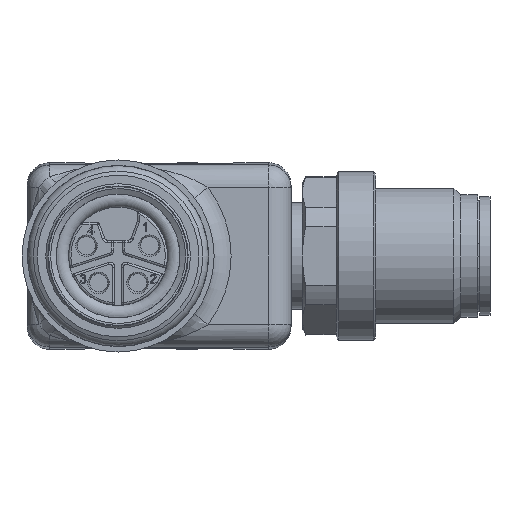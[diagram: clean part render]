
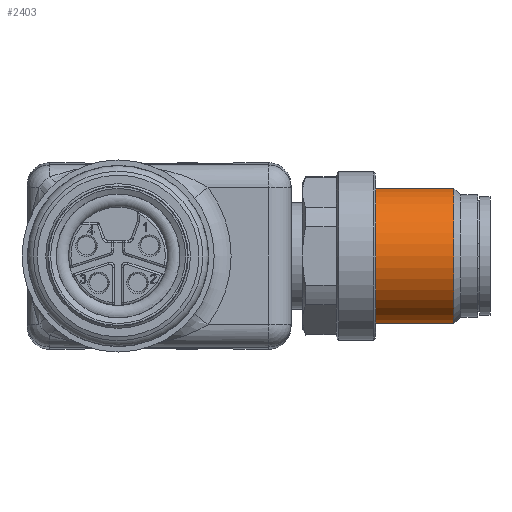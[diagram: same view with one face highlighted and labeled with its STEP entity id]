
A CAD part, front view. The second image highlights one B-rep face of the part: STEP entity #2403.
In plain terms, the highlighted cylindrical face has radius 6 mm (diameter 12 mm), a full revolution.
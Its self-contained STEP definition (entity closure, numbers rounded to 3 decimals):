
#2403=ADVANCED_FACE('',(#2785,#2786),#2631,.T.);
#2631=CYLINDRICAL_SURFACE('',#8665,6.);
#2785=FACE_BOUND('',#3284,.T.);
#2786=FACE_BOUND('',#3285,.T.);
#3284=EDGE_LOOP('',(#5188));
#3285=EDGE_LOOP('',(#5189));
#5188=ORIENTED_EDGE('',*,*,#7290,.F.);
#5189=ORIENTED_EDGE('',*,*,#7289,.T.);
#6249=VERTEX_POINT('',#15737);
#6250=VERTEX_POINT('',#15740);
#7289=EDGE_CURVE('',#6249,#6249,#7886,.T.);
#7290=EDGE_CURVE('',#6250,#6250,#7887,.T.);
#7886=CIRCLE('',#8662,6.);
#7887=CIRCLE('',#8664,6.);
#8662=AXIS2_PLACEMENT_3D('',#15736,#10568,#10569);
#8664=AXIS2_PLACEMENT_3D('',#15739,#10572,#10573);
#8665=AXIS2_PLACEMENT_3D('',#15741,#10574,#10575);
#10568=DIRECTION('',(1.,0.,0.));
#10569=DIRECTION('',(0.,-1.,0.));
#10572=DIRECTION('',(1.,0.,0.));
#10573=DIRECTION('',(0.,-1.,0.));
#10574=DIRECTION('',(1.,0.,0.));
#10575=DIRECTION('',(0.,1.,0.));
#15736=CARTESIAN_POINT('',(22.8,21.789,0.));
#15737=CARTESIAN_POINT('',(22.8,15.789,0.));
#15739=CARTESIAN_POINT('',(29.7,21.789,0.));
#15740=CARTESIAN_POINT('',(29.7,15.789,0.));
#15741=CARTESIAN_POINT('',(31.8,21.789,0.));
